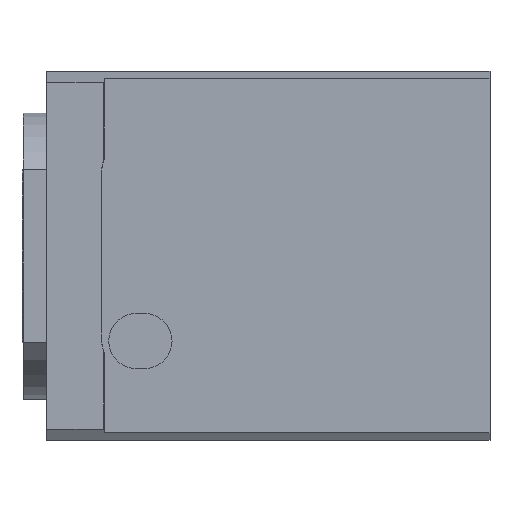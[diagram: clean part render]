
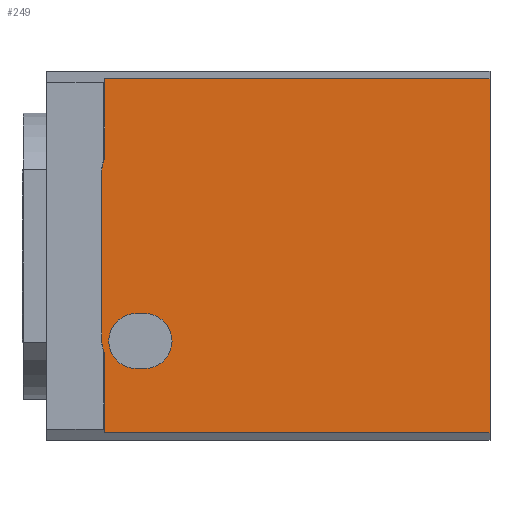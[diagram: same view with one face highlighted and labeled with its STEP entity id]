
A CAD part, top view. The second image highlights one B-rep face of the part: STEP entity #249.
In plain terms, the highlighted planar face has unit normal (0, 0, 1).
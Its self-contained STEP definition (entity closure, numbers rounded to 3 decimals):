
#61=LINE('',#1212,#131);
#63=LINE('',#1219,#133);
#64=LINE('',#1223,#134);
#65=LINE('',#1224,#135);
#66=LINE('',#1228,#136);
#67=LINE('',#1232,#137);
#68=LINE('',#1234,#138);
#69=LINE('',#1236,#139);
#131=VECTOR('',#919,1.);
#133=VECTOR('',#925,1.);
#134=VECTOR('',#928,1.);
#135=VECTOR('',#929,1.);
#136=VECTOR('',#932,1.);
#137=VECTOR('',#935,1.);
#138=VECTOR('',#936,1.);
#139=VECTOR('',#937,1.);
#186=PLANE('',#809);
#249=ADVANCED_FACE('',(#299,#300),#186,.T.);
#299=FACE_BOUND('',#322,.T.);
#300=FACE_BOUND('',#323,.T.);
#322=EDGE_LOOP('',(#400,#401,#402,#403));
#323=EDGE_LOOP('',(#404,#405,#406,#407,#408,#409,#410,#411));
#400=ORIENTED_EDGE('',*,*,#669,.F.);
#401=ORIENTED_EDGE('',*,*,#670,.F.);
#402=ORIENTED_EDGE('',*,*,#671,.F.);
#403=ORIENTED_EDGE('',*,*,#672,.F.);
#404=ORIENTED_EDGE('',*,*,#673,.F.);
#405=ORIENTED_EDGE('',*,*,#667,.F.);
#406=ORIENTED_EDGE('',*,*,#674,.T.);
#407=ORIENTED_EDGE('',*,*,#675,.T.);
#408=ORIENTED_EDGE('',*,*,#676,.T.);
#409=ORIENTED_EDGE('',*,*,#677,.F.);
#410=ORIENTED_EDGE('',*,*,#678,.T.);
#411=ORIENTED_EDGE('',*,*,#679,.T.);
#593=VERTEX_POINT('',#1211);
#594=VERTEX_POINT('',#1213);
#595=VERTEX_POINT('',#1217);
#596=VERTEX_POINT('',#1218);
#597=VERTEX_POINT('',#1220);
#598=VERTEX_POINT('',#1222);
#599=VERTEX_POINT('',#1225);
#600=VERTEX_POINT('',#1227);
#601=VERTEX_POINT('',#1229);
#602=VERTEX_POINT('',#1231);
#603=VERTEX_POINT('',#1233);
#604=VERTEX_POINT('',#1235);
#667=EDGE_CURVE('',#593,#594,#61,.T.);
#669=EDGE_CURVE('',#595,#596,#746,.T.);
#670=EDGE_CURVE('',#597,#595,#63,.T.);
#671=EDGE_CURVE('',#598,#597,#747,.T.);
#672=EDGE_CURVE('',#596,#598,#64,.T.);
#673=EDGE_CURVE('',#594,#599,#65,.T.);
#674=EDGE_CURVE('',#593,#600,#748,.T.);
#675=EDGE_CURVE('',#600,#601,#66,.T.);
#676=EDGE_CURVE('',#601,#602,#749,.T.);
#677=EDGE_CURVE('',#603,#602,#67,.T.);
#678=EDGE_CURVE('',#603,#604,#68,.T.);
#679=EDGE_CURVE('',#604,#599,#69,.T.);
#746=CIRCLE('',#805,10.);
#747=CIRCLE('',#806,10.);
#748=CIRCLE('',#807,10.5);
#749=CIRCLE('',#808,10.5);
#805=AXIS2_PLACEMENT_3D('',#1216,#923,#924);
#806=AXIS2_PLACEMENT_3D('',#1221,#926,#927);
#807=AXIS2_PLACEMENT_3D('',#1226,#930,#931);
#808=AXIS2_PLACEMENT_3D('',#1230,#933,#934);
#809=AXIS2_PLACEMENT_3D('',#1237,#938,#939);
#919=DIRECTION('',(0.,1.,0.));
#923=DIRECTION('',(0.,0.,1.));
#924=DIRECTION('',(-1.,0.,0.));
#925=DIRECTION('',(1.,0.,0.));
#926=DIRECTION('',(0.,0.,1.));
#927=DIRECTION('',(1.,0.,0.));
#928=DIRECTION('',(-1.,0.,0.));
#929=DIRECTION('',(1.,0.,0.));
#930=DIRECTION('',(0.,0.,1.));
#931=DIRECTION('',(1.,0.,0.));
#932=DIRECTION('',(0.,-1.,0.));
#933=DIRECTION('',(0.,0.,1.));
#934=DIRECTION('',(1.,0.,0.));
#935=DIRECTION('',(0.,1.,0.));
#936=DIRECTION('',(1.,0.,0.));
#937=DIRECTION('',(0.,1.,0.));
#938=DIRECTION('',(0.,0.,1.));
#939=DIRECTION('',(-1.,0.,0.));
#1211=CARTESIAN_POINT('',(0.,35.472,0.));
#1212=CARTESIAN_POINT('',(0.,-67.,0.));
#1213=CARTESIAN_POINT('',(0.,64.321,0.));
#1216=CARTESIAN_POINT('',(14.5,-31.,0.));
#1217=CARTESIAN_POINT('',(14.5,-41.,0.));
#1218=CARTESIAN_POINT('',(14.5,-21.,0.));
#1219=CARTESIAN_POINT('',(11.5,-41.,0.));
#1220=CARTESIAN_POINT('',(11.5,-41.,0.));
#1221=CARTESIAN_POINT('',(11.5,-31.,0.));
#1222=CARTESIAN_POINT('',(11.5,-21.,0.));
#1223=CARTESIAN_POINT('',(14.5,-21.,0.));
#1224=CARTESIAN_POINT('',(0.,64.321,0.));
#1225=CARTESIAN_POINT('',(140.,64.321,0.));
#1226=CARTESIAN_POINT('',(9.5,31.,0.));
#1227=CARTESIAN_POINT('',(-1.,31.,0.));
#1228=CARTESIAN_POINT('',(-1.,31.,0.));
#1229=CARTESIAN_POINT('',(-1.,-31.,0.));
#1230=CARTESIAN_POINT('',(9.5,-31.,0.));
#1231=CARTESIAN_POINT('',(0.,-35.472,0.));
#1232=CARTESIAN_POINT('',(0.,-67.,0.));
#1233=CARTESIAN_POINT('',(0.,-64.321,0.));
#1234=CARTESIAN_POINT('',(0.,-64.321,0.));
#1235=CARTESIAN_POINT('',(140.,-64.321,0.));
#1236=CARTESIAN_POINT('',(140.,-67.,0.));
#1237=CARTESIAN_POINT('',(0.,-67.,0.));
